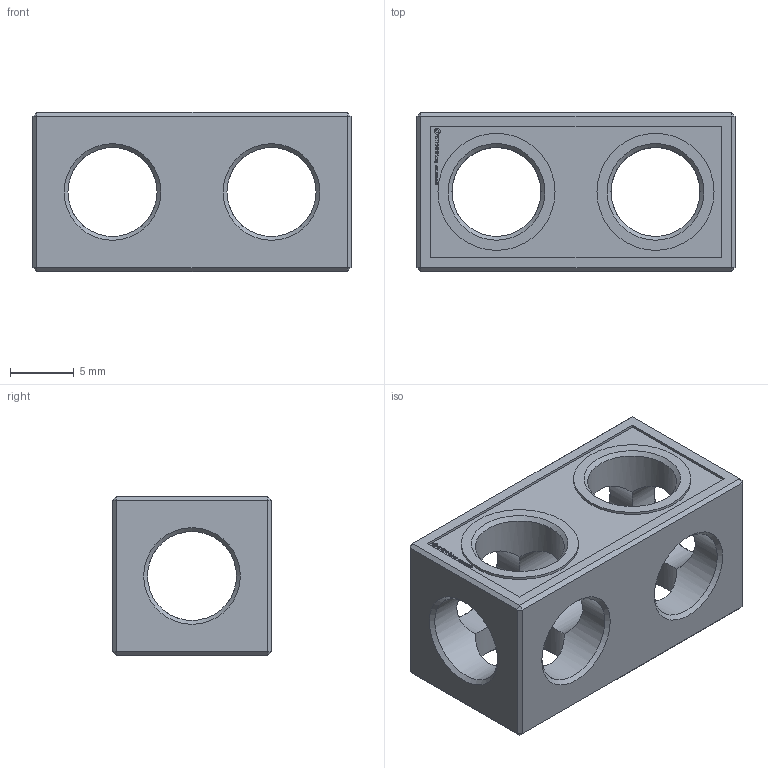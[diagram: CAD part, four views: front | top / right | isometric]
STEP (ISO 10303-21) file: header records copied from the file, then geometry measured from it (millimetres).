
FILE_DESCRIPTION(('FreeCAD Model'),'2;1');
FILE_NAME('Open CASCADE Shape Model','2021-05-23T21:55:35',( 'Paulo Kiefe'),('STEMFIE.org'),'Open CASCADE STEP processor 7.4', 'FreeCAD','Unknown');
FILE_SCHEMA(('AUTOMOTIVE_DESIGN { 1 0 10303 214 1 1 1 1 }'));
Length unit declared in the file: millimetre
Products named in the file (1): Beam_STR_ESS_BU02x01x01_-_SPN-BEM-0039_(stemfie.org)
Bounding box: 25 x 12.5 x 12.5 mm (x, y, z)
Volume: 1950.6 mm3; surface area: 1948.5 mm2
Topology: 1 solids, 1 shells, 500 faces, 1384 edges, 914 vertices
Faces by surface type: plane 341, extrusion 136, cylinder 13, cone 10
Full cylindrical faces by diameter (mm): 7 x11, 9.2 x2
Entity records: 34563 total; most frequent: CARTESIAN_POINT 7705, DIRECTION 4451, VECTOR 3574, LINE 3438, ORIENTED_EDGE 2768, PCURVE 2768, DEFINITIONAL_REPRESENTATION 2768, EDGE_CURVE 1384
